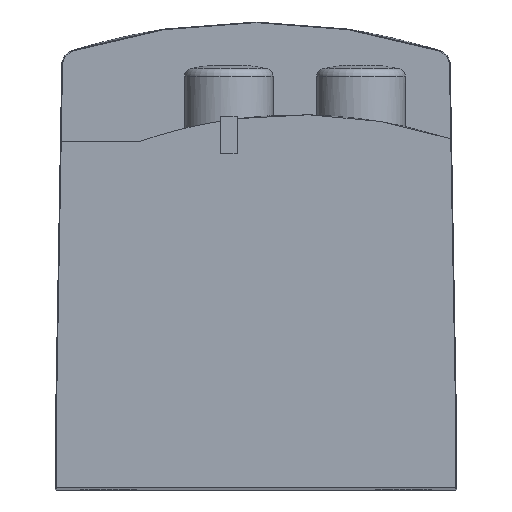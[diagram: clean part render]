
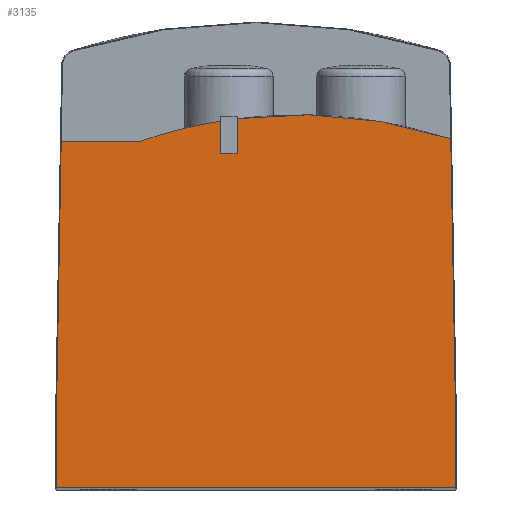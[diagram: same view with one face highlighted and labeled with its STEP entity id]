
A CAD part, top view. The second image highlights one B-rep face of the part: STEP entity #3135.
In plain terms, the highlighted planar face has unit normal (0, 0, 1).
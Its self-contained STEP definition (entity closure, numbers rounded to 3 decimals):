
#41=PLANE('',#3279);
#161=LINE('',#4208,#398);
#174=LINE('',#4279,#411);
#175=LINE('',#4281,#412);
#176=LINE('',#4282,#413);
#177=LINE('',#4284,#414);
#178=LINE('',#4286,#415);
#179=LINE('',#4288,#416);
#180=LINE('',#4291,#417);
#181=LINE('',#4293,#418);
#398=VECTOR('',#3527,1000.);
#411=VECTOR('',#3550,1000.);
#412=VECTOR('',#3551,1000.);
#413=VECTOR('',#3552,1000.);
#414=VECTOR('',#3553,1000.);
#415=VECTOR('',#3554,1000.);
#416=VECTOR('',#3555,1000.);
#417=VECTOR('',#3558,1000.);
#418=VECTOR('',#3559,1000.);
#663=ORIENTED_EDGE('',*,*,#1316,.F.);
#664=ORIENTED_EDGE('',*,*,#1315,.T.);
#665=ORIENTED_EDGE('',*,*,#1317,.T.);
#666=ORIENTED_EDGE('',*,*,#1297,.T.);
#667=ORIENTED_EDGE('',*,*,#1318,.T.);
#668=ORIENTED_EDGE('',*,*,#1319,.T.);
#669=ORIENTED_EDGE('',*,*,#1320,.T.);
#670=ORIENTED_EDGE('',*,*,#1321,.T.);
#671=ORIENTED_EDGE('',*,*,#1322,.T.);
#672=ORIENTED_EDGE('',*,*,#1311,.T.);
#673=ORIENTED_EDGE('',*,*,#1323,.F.);
#674=ORIENTED_EDGE('',*,*,#1324,.F.);
#1297=EDGE_CURVE('',#1619,#1623,#161,.T.);
#1311=EDGE_CURVE('',#1638,#1637,#1815,.F.);
#1315=EDGE_CURVE('',#1635,#1641,#1817,.F.);
#1316=EDGE_CURVE('',#1635,#1642,#174,.T.);
#1317=EDGE_CURVE('',#1641,#1619,#175,.T.);
#1318=EDGE_CURVE('',#1623,#1643,#176,.T.);
#1319=EDGE_CURVE('',#1643,#1644,#177,.T.);
#1320=EDGE_CURVE('',#1644,#1645,#178,.T.);
#1321=EDGE_CURVE('',#1645,#1646,#179,.T.);
#1322=EDGE_CURVE('',#1646,#1638,#1818,.F.);
#1323=EDGE_CURVE('',#1647,#1637,#180,.T.);
#1324=EDGE_CURVE('',#1642,#1647,#181,.T.);
#1619=VERTEX_POINT('',#4199);
#1623=VERTEX_POINT('',#4207);
#1635=VERTEX_POINT('',#4258);
#1637=VERTEX_POINT('',#4268);
#1638=VERTEX_POINT('',#4270);
#1641=VERTEX_POINT('',#4276);
#1642=VERTEX_POINT('',#4280);
#1643=VERTEX_POINT('',#4283);
#1644=VERTEX_POINT('',#4285);
#1645=VERTEX_POINT('',#4287);
#1646=VERTEX_POINT('',#4289);
#1647=VERTEX_POINT('',#4292);
#1815=CIRCLE('',#3276,63.);
#1817=CIRCLE('',#3278,63.);
#1818=CIRCLE('',#3280,0.2);
#1900=EDGE_LOOP('',(#663,#664,#665,#666,#667,#668,#669,#670,#671,#672,#673,
#674));
#2058=FACE_BOUND('',#1900,.T.);
#3135=ADVANCED_FACE('',(#2058),#41,.F.);
#3276=AXIS2_PLACEMENT_3D('',#4269,#3540,#3541);
#3278=AXIS2_PLACEMENT_3D('',#4277,#3546,#3547);
#3279=AXIS2_PLACEMENT_3D('',#4278,#3548,#3549);
#3280=AXIS2_PLACEMENT_3D('',#4290,#3556,#3557);
#3527=DIRECTION('',(-0.017,-1.,0.));
#3540=DIRECTION('',(0.,0.,-1.));
#3541=DIRECTION('',(-1.,0.,0.));
#3546=DIRECTION('',(0.,0.,-1.));
#3547=DIRECTION('',(-1.,0.,0.));
#3548=DIRECTION('',(0.,0.,-1.));
#3549=DIRECTION('',(-1.,0.,0.));
#3550=DIRECTION('',(0.,-1.,0.));
#3551=DIRECTION('',(-1.,0.,0.));
#3552=DIRECTION('',(0.,-1.,0.));
#3553=DIRECTION('',(1.,0.,0.));
#3554=DIRECTION('',(0.,1.,0.));
#3555=DIRECTION('',(-0.017,1.,0.));
#3556=DIRECTION('',(0.,0.,-1.));
#3557=DIRECTION('',(-1.,0.,0.));
#3558=DIRECTION('',(0.,1.,0.));
#3559=DIRECTION('',(1.,0.,0.));
#4199=CARTESIAN_POINT('',(-25.062,44.57,100.9));
#4207=CARTESIAN_POINT('',(-25.7,8.,100.9));
#4208=CARTESIAN_POINT('',(-24.793,59.982,100.9));
#4258=CARTESIAN_POINT('',(-4.575,47.181,100.9));
#4268=CARTESIAN_POINT('',(-2.425,47.493,100.9));
#4269=CARTESIAN_POINT('',(5.55,-15.,100.9));
#4270=CARTESIAN_POINT('',(24.94,44.942,100.9));
#4276=CARTESIAN_POINT('',(-14.954,44.57,100.9));
#4277=CARTESIAN_POINT('',(5.55,-15.,100.9));
#4278=CARTESIAN_POINT('',(-25.8,60.,100.9));
#4279=CARTESIAN_POINT('',(-4.575,60.,100.9));
#4280=CARTESIAN_POINT('',(-4.575,43.,100.9));
#4281=CARTESIAN_POINT('',(-25.8,44.57,100.9));
#4282=CARTESIAN_POINT('',(-25.7,60.,100.9));
#4283=CARTESIAN_POINT('',(-25.7,0.,100.9));
#4284=CARTESIAN_POINT('',(-25.8,0.,100.9));
#4285=CARTESIAN_POINT('',(25.7,0.,100.9));
#4286=CARTESIAN_POINT('',(25.7,60.,100.9));
#4287=CARTESIAN_POINT('',(25.7,8.,100.9));
#4288=CARTESIAN_POINT('',(24.777,60.883,100.9));
#4289=CARTESIAN_POINT('',(25.057,44.842,100.9));
#4290=CARTESIAN_POINT('',(24.878,44.752,100.9));
#4291=CARTESIAN_POINT('',(-2.425,60.,100.9));
#4292=CARTESIAN_POINT('',(-2.425,43.,100.9));
#4293=CARTESIAN_POINT('',(-25.8,43.,100.9));
